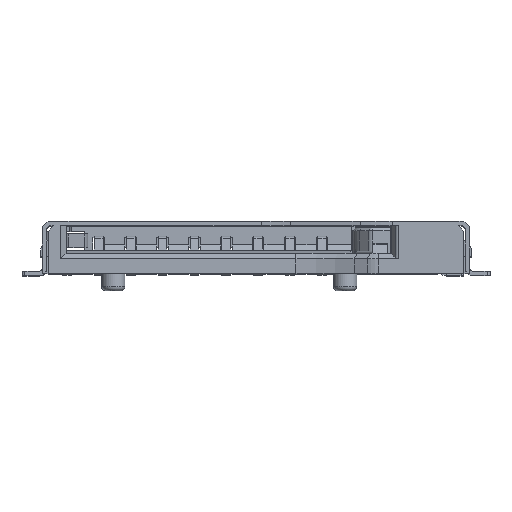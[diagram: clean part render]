
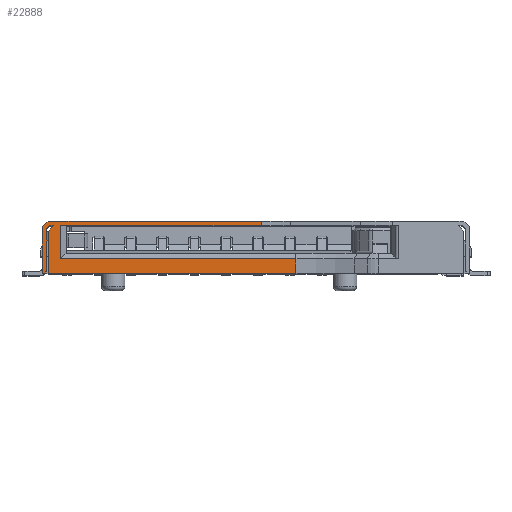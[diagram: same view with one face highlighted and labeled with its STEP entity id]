
A CAD part, top view. The second image highlights one B-rep face of the part: STEP entity #22888.
In plain terms, the highlighted planar face has unit normal (0, 0, 1).
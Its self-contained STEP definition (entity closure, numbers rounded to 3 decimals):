
#469=DIRECTION('',(-1.,0.,0.));
#470=VECTOR('',#469,6.936);
#471=CARTESIAN_POINT('',(7.626,1.65,-0.7));
#472=LINE('',#471,#470);
#473=DIRECTION('',(0.,-1.,0.));
#474=VECTOR('',#473,0.5);
#475=CARTESIAN_POINT('',(8.824,0.5,
-0.7));
#476=LINE('',#475,#474);
#477=DIRECTION('',(-1.,0.,0.));
#478=VECTOR('',#477,8.554);
#479=CARTESIAN_POINT('',(8.824,0.,-0.7));
#480=LINE('',#479,#478);
#481=DIRECTION('',(0.707,0.707,0.));
#482=VECTOR('',#481,0.283);
#483=CARTESIAN_POINT('',(0.27,1.45,-0.7));
#484=LINE('',#483,#482);
#485=DIRECTION('',(-1.,0.,0.));
#486=VECTOR('',#485,0.1);
#487=CARTESIAN_POINT('',(0.47,1.65,-0.7));
#488=LINE('',#487,#486);
#489=CARTESIAN_POINT('',(0.37,1.5,-0.7));
#490=DIRECTION('',(0.,0.,1.));
#491=DIRECTION('',(0.,1.,0.));
#492=AXIS2_PLACEMENT_3D('',#489,#490,#491);
#494=DIRECTION('',(0.,-1.,0.));
#495=VECTOR('',#494,1.4);
#496=CARTESIAN_POINT('',(0.22,1.5,-0.7));
#497=LINE('',#496,#495);
#498=DIRECTION('',(-0.447,-0.894,0.));
#499=VECTOR('',#498,0.112);
#500=CARTESIAN_POINT('',(0.22,0.1,-0.7));
#501=LINE('',#500,#499);
#502=DIRECTION('',(0.,1.,0.));
#503=VECTOR('',#502,1.5);
#504=CARTESIAN_POINT('',(0.07,0.,-0.7));
#505=LINE('',#504,#503);
#506=CARTESIAN_POINT('',(0.37,1.5,-0.7));
#507=DIRECTION('',(0.,0.,-1.));
#508=DIRECTION('',(-1.,0.,0.));
#509=AXIS2_PLACEMENT_3D('',#506,#507,#508);
#511=DIRECTION('',(1.,0.,0.));
#512=VECTOR('',#511,7.256);
#513=CARTESIAN_POINT('',(0.37,1.8,-0.7));
#514=LINE('',#513,#512);
#515=DIRECTION('',(0.,-1.,0.));
#516=VECTOR('',#515,0.15);
#517=CARTESIAN_POINT('',(7.626,1.8,-0.7));
#518=LINE('',#517,#516);
#1764=DIRECTION('',(1.,0.,0.));
#1765=VECTOR('',#1764,0.1);
#1766=CARTESIAN_POINT('',(0.07,0.,-0.7));
#1767=LINE('',#1766,#1765);
#2299=DIRECTION('',(0.,-1.,0.));
#2300=VECTOR('',#2299,1.45);
#2301=CARTESIAN_POINT('',(0.27,1.45,-0.7));
#2302=LINE('',#2301,#2300);
#7311=DIRECTION('',(-1.,0.,0.));
#7312=VECTOR('',#7311,8.134);
#7313=CARTESIAN_POINT('',(8.824,0.5,
-0.7));
#7314=LINE('',#7313,#7312);
#7315=DIRECTION('',(0.,1.,0.));
#7316=VECTOR('',#7315,1.15);
#7317=CARTESIAN_POINT('',(0.69,0.5,
-0.7));
#7318=LINE('',#7317,#7316);
#17740=CARTESIAN_POINT('',(0.22,0.1,-0.7));
#17741=VERTEX_POINT('',#17740);
#17742=CARTESIAN_POINT('',(0.22,1.5,-0.7));
#17743=VERTEX_POINT('',#17742);
#17871=CARTESIAN_POINT('',(7.626,1.65,-0.7));
#17873=VERTEX_POINT('',#17871);
#17963=CARTESIAN_POINT('',(7.626,1.8,-0.7));
#17964=VERTEX_POINT('',#17963);
#18258=CARTESIAN_POINT('',(0.07,0.,-0.7));
#18259=CARTESIAN_POINT('',(0.07,1.5,-0.7));
#18260=VERTEX_POINT('',#18258);
#18261=VERTEX_POINT('',#18259);
#18262=CARTESIAN_POINT('',(0.37,1.8,-0.7));
#18263=VERTEX_POINT('',#18262);
#18264=CARTESIAN_POINT('',(0.37,1.65,-0.7));
#18265=VERTEX_POINT('',#18264);
#18266=CARTESIAN_POINT('',(0.17,0.,-0.7));
#18267=VERTEX_POINT('',#18266);
#19917=CARTESIAN_POINT('',(0.27,0.,-0.7));
#19918=VERTEX_POINT('',#19917);
#19919=CARTESIAN_POINT('',(8.824,0.,-0.7));
#19920=VERTEX_POINT('',#19919);
#20029=CARTESIAN_POINT('',(8.824,0.5,
-0.7));
#20030=VERTEX_POINT('',#20029);
#20031=CARTESIAN_POINT('',(0.69,0.5,
-0.7));
#20032=VERTEX_POINT('',#20031);
#21058=CARTESIAN_POINT('',(0.27,1.45,-0.7));
#21059=VERTEX_POINT('',#21058);
#21656=CARTESIAN_POINT('',(0.69,1.65,-0.7));
#21658=VERTEX_POINT('',#21656);
#21733=CARTESIAN_POINT('',(0.47,1.65,-0.7));
#21735=VERTEX_POINT('',#21733);
#22851=CARTESIAN_POINT('',(3.848,0.9,
-0.7));
#22852=DIRECTION('',(0.,0.,1.));
#22853=DIRECTION('',(0.,-1.,0.));
#22854=AXIS2_PLACEMENT_3D('',#22851,#22852,#22853);
#22855=PLANE('',#22854);
#22857=ORIENTED_EDGE('',*,*,#22856,.T.);
#22859=ORIENTED_EDGE('',*,*,#22858,.F.);
#22861=ORIENTED_EDGE('',*,*,#22860,.F.);
#22862=ORIENTED_EDGE('',*,*,#22835,.T.);
#22863=ORIENTED_EDGE('',*,*,#22662,.T.);
#22865=ORIENTED_EDGE('',*,*,#22864,.F.);
#22867=ORIENTED_EDGE('',*,*,#22866,.T.);
#22869=ORIENTED_EDGE('',*,*,#22868,.T.);
#22871=ORIENTED_EDGE('',*,*,#22870,.T.);
#22873=ORIENTED_EDGE('',*,*,#22872,.T.);
#22875=ORIENTED_EDGE('',*,*,#22874,.T.);
#22877=ORIENTED_EDGE('',*,*,#22876,.F.);
#22879=ORIENTED_EDGE('',*,*,#22878,.T.);
#22881=ORIENTED_EDGE('',*,*,#22880,.T.);
#22883=ORIENTED_EDGE('',*,*,#22882,.T.);
#22885=ORIENTED_EDGE('',*,*,#22884,.T.);
#22886=EDGE_LOOP('',(#22857,#22859,#22861,#22862,#22863,#22865,#22867,#22869,
#22871,#22873,#22875,#22877,#22879,#22881,#22883,#22885));
#22887=FACE_OUTER_BOUND('',#22886,.F.);
#493=CIRCLE('',#492,0.15);
#510=CIRCLE('',#509,0.3);
#22662=EDGE_CURVE('',#19920,#19918,#480,.T.);
#22835=EDGE_CURVE('',#20030,#19920,#476,.T.);
#22856=EDGE_CURVE('',#17873,#21658,#472,.T.);
#22858=EDGE_CURVE('',#20032,#21658,#7318,.T.);
#22860=EDGE_CURVE('',#20030,#20032,#7314,.T.);
#22864=EDGE_CURVE('',#21059,#19918,#2302,.T.);
#22866=EDGE_CURVE('',#21059,#21735,#484,.T.);
#22868=EDGE_CURVE('',#21735,#18265,#488,.T.);
#22870=EDGE_CURVE('',#18265,#17743,#493,.T.);
#22872=EDGE_CURVE('',#17743,#17741,#497,.T.);
#22874=EDGE_CURVE('',#17741,#18267,#501,.T.);
#22876=EDGE_CURVE('',#18260,#18267,#1767,.T.);
#22878=EDGE_CURVE('',#18260,#18261,#505,.T.);
#22880=EDGE_CURVE('',#18261,#18263,#510,.T.);
#22882=EDGE_CURVE('',#18263,#17964,#514,.T.);
#22884=EDGE_CURVE('',#17964,#17873,#518,.T.);
#22888=ADVANCED_FACE('',(#22887),#22855,.T.);
